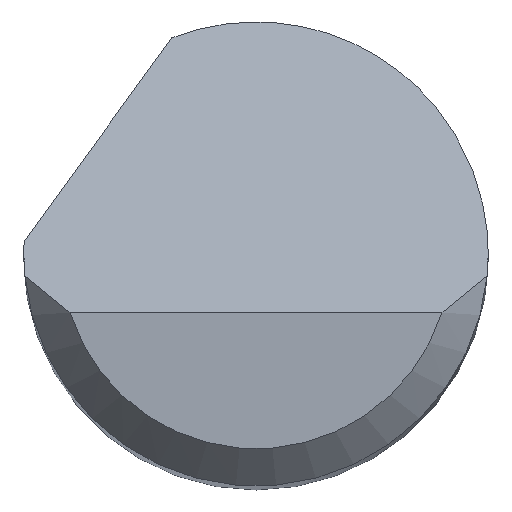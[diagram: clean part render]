
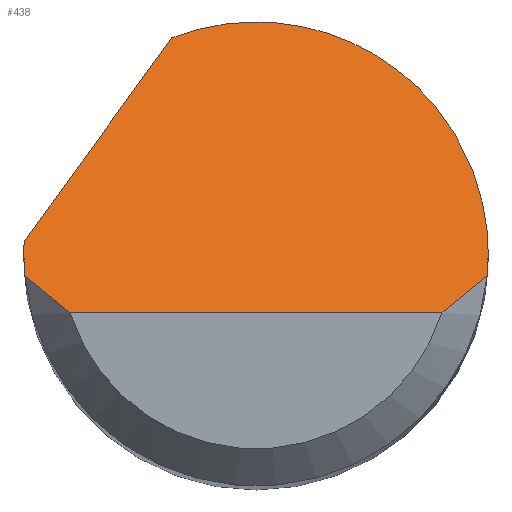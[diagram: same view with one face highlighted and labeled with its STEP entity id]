
A CAD part, top view. The second image highlights one B-rep face of the part: STEP entity #438.
In plain terms, the highlighted planar face has unit normal (0, 0.707, 0.707).
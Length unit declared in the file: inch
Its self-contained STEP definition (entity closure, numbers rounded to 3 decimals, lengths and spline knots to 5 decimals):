
#42 = VERTEX_POINT ( 'NONE', #602 ) ;
#43 = CARTESIAN_POINT ( 'NONE',  ( -0.07508, -0.02375, 1.5 ) ) ;
#57 = VECTOR ( 'NONE', #733, 39.37008 ) ;
#87 = CARTESIAN_POINT ( 'NONE',  ( 0.09375, 0., 1.47625 ) ) ;
#95 = DIRECTION ( 'NONE',  ( 1., 0., 0. ) ) ;
#113 =( BOUNDED_CURVE ( )  B_SPLINE_CURVE ( 3, ( #286, #294, #682, #478 ),
 .UNSPECIFIED., .F., .F. ) 
 B_SPLINE_CURVE_WITH_KNOTS ( ( 4, 4 ),
 ( 4.71239, 4.76575 ),
 .UNSPECIFIED. ) 
 CURVE ( )  GEOMETRIC_REPRESENTATION_ITEM ( )  RATIONAL_B_SPLINE_CURVE ( ( 1., 1., 1., 1. ) ) 
 REPRESENTATION_ITEM ( '' )  );
#142 = EDGE_CURVE ( 'NONE', #422, #1196, #977, .T. ) ;
#143 = CARTESIAN_POINT ( 'NONE',  ( -0.09361, -0.00584, 1.48209 ) ) ;
#172 = VERTEX_POINT ( 'NONE', #994 ) ;
#181 = B_SPLINE_CURVE_WITH_KNOTS ( 'NONE', 3,
 ( #628, #243, #746, #260 ),
 .UNSPECIFIED., .F., .F.,
 ( 4, 4 ),
 ( 0., 0.00071 ),
 .UNSPECIFIED. ) ;
#184 = CARTESIAN_POINT ( 'NONE',  ( 0., -0.02375, 1.5 ) ) ;
#203 = DIRECTION ( 'NONE',  ( 0., -0.707, -0.707 ) ) ;
#224 = EDGE_CURVE ( 'NONE', #422, #1140, #993, .T. ) ;
#234 = CARTESIAN_POINT ( 'NONE',  ( -0.08157, -0.019, 1.49525 ) ) ;
#243 = CARTESIAN_POINT ( 'NONE',  ( 0.08157, -0.019, 1.49525 ) ) ;
#250 = ORIENTED_EDGE ( 'NONE', *, *, #706, .F. ) ;
#258 = ORIENTED_EDGE ( 'NONE', *, *, #1058, .F. ) ;
#260 = CARTESIAN_POINT ( 'NONE',  ( 0.09334, -0.00875, 1.485 ) ) ;
#286 = CARTESIAN_POINT ( 'NONE',  ( -0.09375, 0., 1.47625 ) ) ;
#294 = CARTESIAN_POINT ( 'NONE',  ( -0.09375, 0.00167, 1.47458 ) ) ;
#306 = ORIENTED_EDGE ( 'NONE', *, *, #671, .T. ) ;
#314 = DIRECTION ( 'NONE',  ( 0., 0.707, -0.707 ) ) ;
#319 =( BOUNDED_CURVE ( )  B_SPLINE_CURVE ( 3, ( #823, #357, #630, #1199 ),
 .UNSPECIFIED., .F., .T. ) 
 B_SPLINE_CURVE_WITH_KNOTS ( ( 4, 4 ),
 ( 5.91277, 7.85398 ),
 .UNSPECIFIED. ) 
 CURVE ( )  GEOMETRIC_REPRESENTATION_ITEM ( )  RATIONAL_B_SPLINE_CURVE ( ( 1., 0.71, 0.71, 1. ) ) 
 REPRESENTATION_ITEM ( '' )  );
#351 = CARTESIAN_POINT ( 'NONE',  ( -0.11014, -0.01781, 1.49406 ) ) ;
#357 = CARTESIAN_POINT ( 'NONE',  ( 0.03379, 0.11369, 1.36256 ) ) ;
#360 = ORIENTED_EDGE ( 'NONE', *, *, #788, .F. ) ;
#393 = EDGE_LOOP ( 'NONE', ( #759, #306, #250, #258, #1181, #360, #1156, #449 ) ) ;
#406 = PLANE ( 'NONE',  #1096 ) ;
#414 = EDGE_CURVE ( 'NONE', #1196, #597, #1035, .T. ) ;
#421 = CARTESIAN_POINT ( 'NONE',  ( -0.09334, -0.00875, 1.485 ) ) ;
#422 = VERTEX_POINT ( 'NONE', #466 ) ;
#438 = ADVANCED_FACE ( 'NONE', ( #1170 ), #406, .F. ) ;
#439 = CARTESIAN_POINT ( 'NONE',  ( 0.09361, -0.00584, 1.48209 ) ) ;
#442 = CARTESIAN_POINT ( 'NONE',  ( -0.09375, 0., 1.47625 ) ) ;
#448 = CARTESIAN_POINT ( 'NONE',  ( -0.09375, -0.00292, 1.47917 ) ) ;
#449 = ORIENTED_EDGE ( 'NONE', *, *, #142, .T. ) ;
#458 = CARTESIAN_POINT ( 'NONE',  ( 0.09375, -0.00292, 1.47917 ) ) ;
#466 = CARTESIAN_POINT ( 'NONE',  ( -0.09334, -0.00875, 1.485 ) ) ;
#478 = CARTESIAN_POINT ( 'NONE',  ( -0.09362, 0.005, 1.47125 ) ) ;
#522 = CARTESIAN_POINT ( 'NONE',  ( 0.09334, -0.00875, 1.485 ) ) ;
#597 = VERTEX_POINT ( 'NONE', #1205 ) ;
#602 = CARTESIAN_POINT ( 'NONE',  ( -0.03394, 0.08739, 1.38886 ) ) ;
#628 = CARTESIAN_POINT ( 'NONE',  ( 0.07508, -0.02375, 1.5 ) ) ;
#630 = CARTESIAN_POINT ( 'NONE',  ( 0.09375, 0.07266, 1.40359 ) ) ;
#671 = EDGE_CURVE ( 'NONE', #597, #1089, #181, .T. ) ;
#682 = CARTESIAN_POINT ( 'NONE',  ( -0.09371, 0.00333, 1.47292 ) ) ;
#706 = EDGE_CURVE ( 'NONE', #1174, #1089, #877, .T. ) ;
#729 = CARTESIAN_POINT ( 'NONE',  ( -0.08761, -0.01397, 1.49022 ) ) ;
#733 = DIRECTION ( 'NONE',  ( 0.456, 0.629, -0.629 ) ) ;
#746 = CARTESIAN_POINT ( 'NONE',  ( 0.08761, -0.01397, 1.49022 ) ) ;
#759 = ORIENTED_EDGE ( 'NONE', *, *, #414, .T. ) ;
#775 = EDGE_CURVE ( 'NONE', #172, #42, #1198, .T. ) ;
#788 = EDGE_CURVE ( 'NONE', #1140, #172, #113, .T. ) ;
#823 = CARTESIAN_POINT ( 'NONE',  ( -0.03394, 0.08739, 1.38886 ) ) ;
#877 =( BOUNDED_CURVE ( )  B_SPLINE_CURVE ( 3, ( #87, #458, #439, #1091 ),
 .UNSPECIFIED., .F., .T. ) 
 B_SPLINE_CURVE_WITH_KNOTS ( ( 4, 4 ),
 ( 1.5708, 1.66427 ),
 .UNSPECIFIED. ) 
 CURVE ( )  GEOMETRIC_REPRESENTATION_ITEM ( )  RATIONAL_B_SPLINE_CURVE ( ( 1., 0.999, 0.999, 1. ) ) 
 REPRESENTATION_ITEM ( '' )  );
#880 = CARTESIAN_POINT ( 'NONE',  ( -0.09375, 0., 1.47625 ) ) ;
#977 = B_SPLINE_CURVE_WITH_KNOTS ( 'NONE', 3,
 ( #421, #729, #234, #999 ),
 .UNSPECIFIED., .F., .F.,
 ( 4, 4 ),
 ( 0., 0.00071 ),
 .UNSPECIFIED. ) ;
#984 = CARTESIAN_POINT ( 'NONE',  ( 0.09375, 0., 1.47625 ) ) ;
#993 =( BOUNDED_CURVE ( )  B_SPLINE_CURVE ( 3, ( #1187, #143, #448, #442 ),
 .UNSPECIFIED., .F., .T. ) 
 B_SPLINE_CURVE_WITH_KNOTS ( ( 4, 4 ),
 ( 4.61892, 4.71239 ),
 .UNSPECIFIED. ) 
 CURVE ( )  GEOMETRIC_REPRESENTATION_ITEM ( )  RATIONAL_B_SPLINE_CURVE ( ( 1., 0.999, 0.999, 1. ) ) 
 REPRESENTATION_ITEM ( '' )  );
#994 = CARTESIAN_POINT ( 'NONE',  ( -0.09362, 0.005, 1.47125 ) ) ;
#999 = CARTESIAN_POINT ( 'NONE',  ( -0.07508, -0.02375, 1.5 ) ) ;
#1035 = LINE ( 'NONE', #184, #1152 ) ;
#1052 = CARTESIAN_POINT ( 'NONE',  ( -0.09375, -0.02375, 1.5 ) ) ;
#1058 = EDGE_CURVE ( 'NONE', #42, #1174, #319, .T. ) ;
#1089 = VERTEX_POINT ( 'NONE', #522 ) ;
#1091 = CARTESIAN_POINT ( 'NONE',  ( 0.09334, -0.00875, 1.485 ) ) ;
#1096 = AXIS2_PLACEMENT_3D ( 'NONE', #1052, #203, #314 ) ;
#1140 = VERTEX_POINT ( 'NONE', #880 ) ;
#1152 = VECTOR ( 'NONE', #95, 39.37008 ) ;
#1156 = ORIENTED_EDGE ( 'NONE', *, *, #224, .F. ) ;
#1170 = FACE_OUTER_BOUND ( 'NONE', #393, .T. ) ;
#1174 = VERTEX_POINT ( 'NONE', #984 ) ;
#1181 = ORIENTED_EDGE ( 'NONE', *, *, #775, .F. ) ;
#1187 = CARTESIAN_POINT ( 'NONE',  ( -0.09334, -0.00875, 1.485 ) ) ;
#1196 = VERTEX_POINT ( 'NONE', #43 ) ;
#1198 = LINE ( 'NONE', #351, #57 ) ;
#1199 = CARTESIAN_POINT ( 'NONE',  ( 0.09375, 0., 1.47625 ) ) ;
#1205 = CARTESIAN_POINT ( 'NONE',  ( 0.07508, -0.02375, 1.5 ) ) ;
